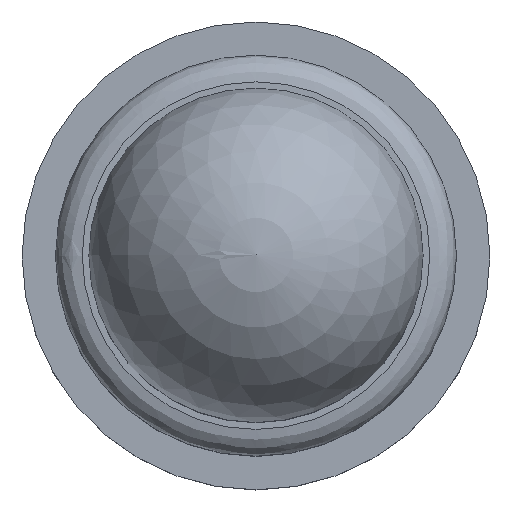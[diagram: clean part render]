
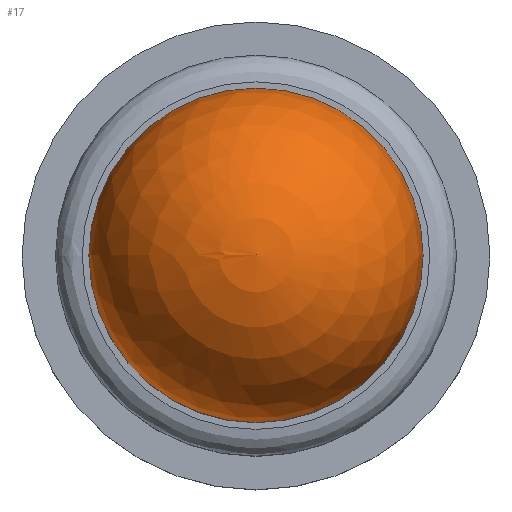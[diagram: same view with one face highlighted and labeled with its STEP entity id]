
A CAD part, top view. The second image highlights one B-rep face of the part: STEP entity #17.
In plain terms, the highlighted spherical face has radius 2.5 mm.
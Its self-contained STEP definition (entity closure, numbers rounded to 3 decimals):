
#17 = ADVANCED_FACE('',(#18),#33,.T.);
#18 = FACE_BOUND('',#19,.F.);
#19 = EDGE_LOOP('',(#20,#49,#74));
#20 = ORIENTED_EDGE('',*,*,#21,.T.);
#21 = EDGE_CURVE('',#22,#24,#26,.T.);
#22 = VERTEX_POINT('',#23);
#23 = CARTESIAN_POINT('',(0.,0.,10.6));
#24 = VERTEX_POINT('',#25);
#25 = CARTESIAN_POINT('',(-2.5,0.,8.1));
#26 = SEAM_CURVE('',#27,(#32,#43),.PCURVE_S1.);
#27 = CIRCLE('',#28,2.5);
#28 = AXIS2_PLACEMENT_3D('',#29,#30,#31);
#29 = CARTESIAN_POINT('',(0.,0.,8.1));
#30 = DIRECTION('',(0.,-1.,0.));
#31 = DIRECTION('',(1.,0.,0.));
#32 = PCURVE('',#33,#38);
#33 = SPHERICAL_SURFACE('',#34,2.5);
#34 = AXIS2_PLACEMENT_3D('',#35,#36,#37);
#35 = CARTESIAN_POINT('',(0.,0.,8.1));
#36 = DIRECTION('',(0.,0.,-1.));
#37 = DIRECTION('',(-1.,0.,0.));
#38 = DEFINITIONAL_REPRESENTATION('',(#39),#42);
#39 = B_SPLINE_CURVE_WITH_KNOTS('',1,(#40,#41),.UNSPECIFIED.,.F.,.F.,(2,
    2),(1.571,3.142),.PIECEWISE_BEZIER_KNOTS.);
#40 = CARTESIAN_POINT('',(0.,-1.571));
#41 = CARTESIAN_POINT('',(0.,0.));
#42 = ( GEOMETRIC_REPRESENTATION_CONTEXT(2) 
PARAMETRIC_REPRESENTATION_CONTEXT() REPRESENTATION_CONTEXT('2D SPACE',''
  ) );
#43 = PCURVE('',#33,#44);
#44 = DEFINITIONAL_REPRESENTATION('',(#45),#48);
#45 = B_SPLINE_CURVE_WITH_KNOTS('',1,(#46,#47),.UNSPECIFIED.,.F.,.F.,(2,
    2),(1.571,3.142),.PIECEWISE_BEZIER_KNOTS.);
#46 = CARTESIAN_POINT('',(-6.283,-1.571));
#47 = CARTESIAN_POINT('',(-6.283,0.));
#48 = ( GEOMETRIC_REPRESENTATION_CONTEXT(2) 
PARAMETRIC_REPRESENTATION_CONTEXT() REPRESENTATION_CONTEXT('2D SPACE',''
  ) );
#49 = ORIENTED_EDGE('',*,*,#50,.F.);
#50 = EDGE_CURVE('',#24,#24,#51,.T.);
#51 = SURFACE_CURVE('',#52,(#57,#63),.PCURVE_S1.);
#52 = CIRCLE('',#53,2.5);
#53 = AXIS2_PLACEMENT_3D('',#54,#55,#56);
#54 = CARTESIAN_POINT('',(0.,0.,8.1));
#55 = DIRECTION('',(0.,0.,1.));
#56 = DIRECTION('',(-1.,0.,0.));
#57 = PCURVE('',#33,#58);
#58 = DEFINITIONAL_REPRESENTATION('',(#59),#62);
#59 = B_SPLINE_CURVE_WITH_KNOTS('',1,(#60,#61),.UNSPECIFIED.,.F.,.F.,(2,
    2),(0.,6.283),.PIECEWISE_BEZIER_KNOTS.);
#60 = CARTESIAN_POINT('',(0.,0.));
#61 = CARTESIAN_POINT('',(-6.283,0.));
#62 = ( GEOMETRIC_REPRESENTATION_CONTEXT(2) 
PARAMETRIC_REPRESENTATION_CONTEXT() REPRESENTATION_CONTEXT('2D SPACE',''
  ) );
#63 = PCURVE('',#64,#69);
#64 = CYLINDRICAL_SURFACE('',#65,2.5);
#65 = AXIS2_PLACEMENT_3D('',#66,#67,#68);
#66 = CARTESIAN_POINT('',(0.,0.,8.1));
#67 = DIRECTION('',(0.,0.,-1.));
#68 = DIRECTION('',(-1.,0.,0.));
#69 = DEFINITIONAL_REPRESENTATION('',(#70),#73);
#70 = B_SPLINE_CURVE_WITH_KNOTS('',1,(#71,#72),.UNSPECIFIED.,.F.,.F.,(2,
    2),(0.,6.283),.PIECEWISE_BEZIER_KNOTS.);
#71 = CARTESIAN_POINT('',(0.,0.));
#72 = CARTESIAN_POINT('',(-6.283,0.));
#73 = ( GEOMETRIC_REPRESENTATION_CONTEXT(2) 
PARAMETRIC_REPRESENTATION_CONTEXT() REPRESENTATION_CONTEXT('2D SPACE',''
  ) );
#74 = ORIENTED_EDGE('',*,*,#21,.F.);
